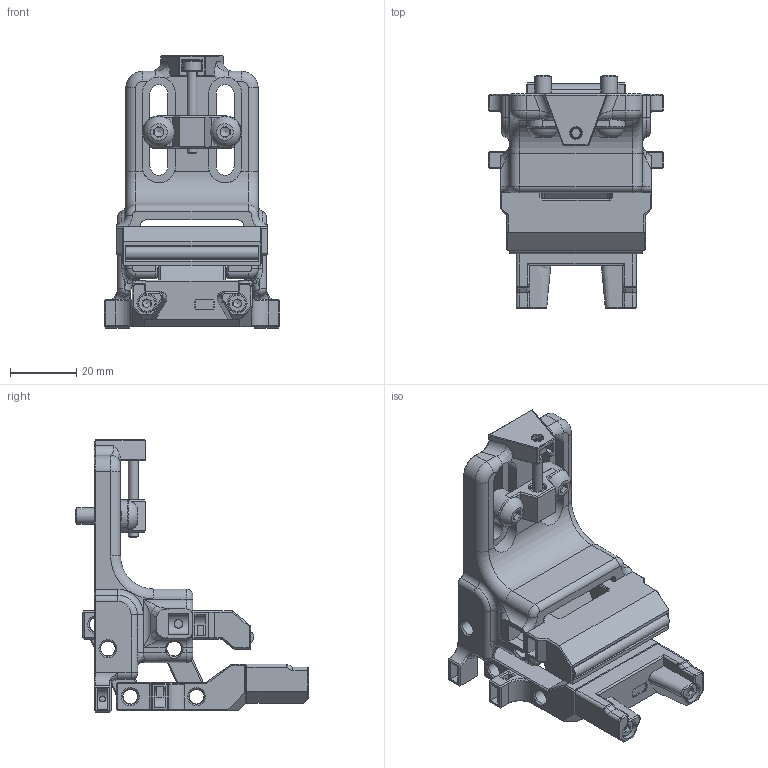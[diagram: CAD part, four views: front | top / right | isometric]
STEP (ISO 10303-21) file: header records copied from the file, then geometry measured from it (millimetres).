
FILE_DESCRIPTION(/* description */ ('STEP AP242','CAx-IF Rec.Pracs.---Representation and Presentation of Product Manufacturing Information (PMI)---4.0---2014-10-13','CAx-IF Rec.Pracs.---3D Tessellated Geometry---0.4---2014-09-14','2;1'),/* implementation_level */ '2;1');
FILE_NAME(/* name */ '65d86536f5e92c25997963bf',/* time_stamp */ '2024-02-23T09:28:24Z',/* author */ (''),/* organization */ (''),/* preprocessor_version */ 'ST-DEVELOPER v19.4',/* originating_system */ ' ',/* authorisation */ ' ');
FILE_SCHEMA (('AP242_MANAGED_MODEL_BASED_3D_ENGINEERING_MIM_LF { 1 0 10303 442 1 1 4 }'));
Length unit declared in the file: metre
Products named in the file (17): Klicky-00_Bump-Dock; Klicky-00_front_magnet; Lowerbody; PTFE Tube; arm1; Klicky-00_bump-dock_height-adjust <1>; Socket button head screw M5x0.8 x 16; M3 Threaded Insert (1) v1; height-adjuster; M3x25 SHCS; Mainbody; bumper; Klicky-00_bump-dock_PCB-dock <1>; Klicky-00 PCB dock; Klicky-00_rear_magnet; Hex socket head cap screw M3x0.50 x 20; arm2
Assembly tree (24 placements, depth 3):
  Klicky-00_Bump-Dock
    Klicky-00_front_magnet  x5
    Lowerbody
    PTFE Tube
    arm1
    Klicky-00_bump-dock_height-adjust <1>
      Socket button head screw M5x0.8 x 16  x2
      M3 Threaded Insert (1) v1
      height-adjuster
      M3x25 SHCS
    Mainbody
    bumper
    Klicky-00_bump-dock_PCB-dock <1>
      Klicky-00 PCB dock
      Klicky-00_rear_magnet
      M3 Threaded Insert (1) v1  x2
      Hex socket head cap screw M3x0.50 x 20  x2
    arm2
Bounding box: 53 x 70.4 x 82.3 mm (x, y, z)
Volume: 54599.8 mm3; surface area: 34459.3 mm2
Topology: 22 solids, 22 shells, 1343 faces, 3323 edges, 2034 vertices
Faces by surface type: plane 627, bspline 284, cylinder 251, cone 141, torus 36, sphere 4
Full cylindrical faces by diameter (mm): 2 x1, 2.9 x3, 3 x3, 3.2 x1, 3.4 x3, 4 x1, 4.2 x3, 4.25 x3, 4.4 x6, 4.6 x15, 4.7 x3, 5 x2, 5.5 x3, 6 x8, 6.3 x1
Entity records: 33460 total; most frequent: CARTESIAN_POINT 9865, ORIENTED_EDGE 4784, DIRECTION 4568, EDGE_CURVE 2392, AXIS2_PLACEMENT_3D 1578, VERTEX_POINT 1486, LINE 1412, VECTOR 1412
